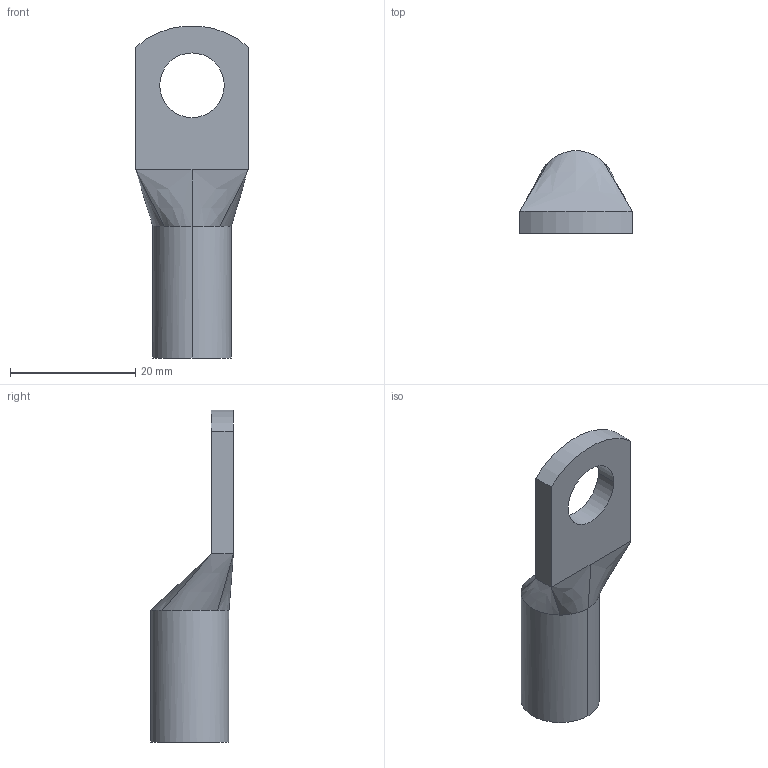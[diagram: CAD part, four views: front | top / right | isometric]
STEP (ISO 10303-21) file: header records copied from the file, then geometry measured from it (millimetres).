
FILE_DESCRIPTION(('STEP AP242'),'1');
FILE_NAME('710025-5.stp','2021-05-01T20:47:26',('TraceParts'),('TraceParts S.A.'),'Spatial InterOp 3D',' ',' ');
FILE_SCHEMA(('AP242_MANAGED_MODEL_BASED_3D_ENGINEERING_MIM_LF {1 0 10303 442 1 1 4}'));
Length unit declared in the file: millimetre
Products named in the file (1): 710025-5
Bounding box: 18 x 13.2 x 52.96 mm (x, y, z)
Volume: 4520 mm3; surface area: 2339.2 mm2
Topology: 1 solids, 1 shells, 18 faces, 41 edges, 26 vertices
Faces by surface type: cylinder 7, plane 6, bspline 5
Entity records: 675 total; most frequent: CARTESIAN_POINT 245, DIRECTION 88, ORIENTED_EDGE 82, EDGE_CURVE 41, AXIS2_PLACEMENT_3D 33, VERTEX_POINT 26, LINE 22, VECTOR 22
